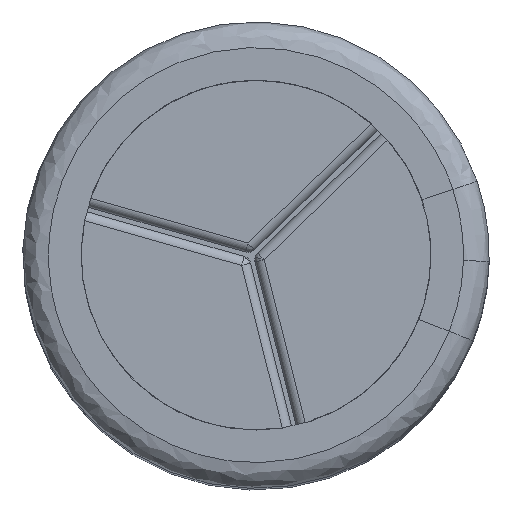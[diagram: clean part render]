
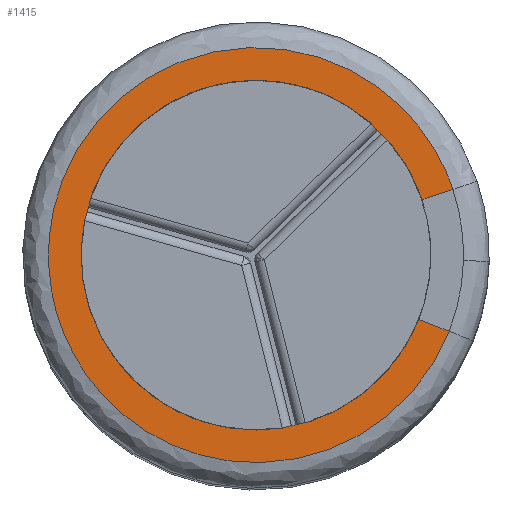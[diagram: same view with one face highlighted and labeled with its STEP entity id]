
A CAD part, top view. The second image highlights one B-rep face of the part: STEP entity #1415.
In plain terms, the highlighted planar face has unit normal (0, 0, 1).
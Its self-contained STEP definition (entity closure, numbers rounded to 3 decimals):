
#106 = PLANE('',#107);
#107 = AXIS2_PLACEMENT_3D('',#108,#109,#110);
#108 = CARTESIAN_POINT('',(2.051,0.746,2.053));
#109 = DIRECTION('',(0.342,-0.94,0.));
#110 = DIRECTION('',(0.94,0.342,0.));
#423 = ( BOUNDED_SURFACE() B_SPLINE_SURFACE(3,3,(
    (#424,#425,#426,#427,#428,#429,#430)
    ,(#431,#432,#433,#434,#435,#436,#437)
    ,(#438,#439,#440,#441,#442,#443,#444)
    ,(#445,#446,#447,#448,#449,#450,#451
)),.UNSPECIFIED.,.F.,.F.,.F.) B_SPLINE_SURFACE_WITH_KNOTS((4,4),(4,3,4),
  (0.,1.),(0.,0.5,1.),.PIECEWISE_BEZIER_KNOTS.) 
GEOMETRIC_REPRESENTATION_ITEM() RATIONAL_B_SPLINE_SURFACE((
    (1.,0.449,0.449,1.,0.449,0.449
      ,1.)
    ,(0.805,0.361,0.361,0.805
      ,0.361,0.361,0.805)
    ,(0.805,0.361,0.361,0.805
      ,0.361,0.361,0.805)
    ,(1.,0.449,0.449,1.,0.449,0.449
,1.))) REPRESENTATION_ITEM('') SURFACE() );
#424 = CARTESIAN_POINT('',(2.091,0.761,7.521));
#425 = CARTESIAN_POINT('',(0.978,3.818,7.521)
  );
#426 = CARTESIAN_POINT('',(-2.225,3.253,7.521));
#427 = CARTESIAN_POINT('',(-2.225,0.,7.521));
#428 = CARTESIAN_POINT('',(-2.225,-3.253,7.521));
#429 = CARTESIAN_POINT('',(0.978,-3.818,7.521
    ));
#430 = CARTESIAN_POINT('',(2.091,-0.761,7.521)
  );
#431 = CARTESIAN_POINT('',(2.242,0.816,7.521)
  );
#432 = CARTESIAN_POINT('',(1.049,4.094,7.521)
  );
#433 = CARTESIAN_POINT('',(-2.386,3.488,7.521
    ));
#434 = CARTESIAN_POINT('',(-2.386,0.,
    7.521));
#435 = CARTESIAN_POINT('',(-2.386,-3.488,
    7.521));
#436 = CARTESIAN_POINT('',(1.049,-4.094,7.521
    ));
#437 = CARTESIAN_POINT('',(2.242,-0.816,7.521
    ));
#438 = CARTESIAN_POINT('',(2.349,0.855,7.407)
  );
#439 = CARTESIAN_POINT('',(1.099,4.289,7.407)
  );
#440 = CARTESIAN_POINT('',(-2.5,3.655,7.407));
#441 = CARTESIAN_POINT('',(-2.5,0.,7.407));
#442 = CARTESIAN_POINT('',(-2.5,-3.655,7.407));
#443 = CARTESIAN_POINT('',(1.099,-4.289,7.407
    ));
#444 = CARTESIAN_POINT('',(2.349,-0.855,7.407
    ));
#445 = CARTESIAN_POINT('',(2.349,0.855,7.246)
  );
#446 = CARTESIAN_POINT('',(1.099,4.289,7.246)
  );
#447 = CARTESIAN_POINT('',(-2.5,3.655,7.246));
#448 = CARTESIAN_POINT('',(-2.5,0.,7.246));
#449 = CARTESIAN_POINT('',(-2.5,-3.655,7.246));
#450 = CARTESIAN_POINT('',(1.099,-4.289,7.246
    ));
#451 = CARTESIAN_POINT('',(2.349,-0.855,7.246
    ));
#564 = PLANE('',#565);
#565 = AXIS2_PLACEMENT_3D('',#566,#567,#568);
#566 = CARTESIAN_POINT('',(2.051,-0.746,2.053)
  );
#567 = DIRECTION('',(-0.342,-0.94,0.));
#568 = DIRECTION('',(0.94,-0.342,0.));
#782 = VERTEX_POINT('',#783);
#783 = CARTESIAN_POINT('',(2.091,0.761,7.521));
#832 = EDGE_CURVE('',#833,#782,#835,.T.);
#833 = VERTEX_POINT('',#834);
#834 = CARTESIAN_POINT('',(1.762,0.641,7.521)
  );
#835 = SURFACE_CURVE('',#836,(#840,#847),.PCURVE_S1.);
#836 = LINE('',#837,#838);
#837 = CARTESIAN_POINT('',(1.762,0.641,7.521)
  );
#838 = VECTOR('',#839,1.);
#839 = DIRECTION('',(0.94,0.342,0.));
#840 = PCURVE('',#106,#841);
#841 = DEFINITIONAL_REPRESENTATION('',(#842),#846);
#842 = LINE('',#843,#844);
#843 = CARTESIAN_POINT('',(-0.307,5.468));
#844 = VECTOR('',#845,1.);
#845 = DIRECTION('',(1.,0.));
#846 = ( GEOMETRIC_REPRESENTATION_CONTEXT(2) 
PARAMETRIC_REPRESENTATION_CONTEXT() REPRESENTATION_CONTEXT('2D SPACE',''
  ) );
#847 = PCURVE('',#848,#853);
#848 = PLANE('',#849);
#849 = AXIS2_PLACEMENT_3D('',#850,#851,#852);
#850 = CARTESIAN_POINT('',(1.762,0.641,7.521)
  );
#851 = DIRECTION('',(0.,0.,1.));
#852 = DIRECTION('',(1.,0.,0.));
#853 = DEFINITIONAL_REPRESENTATION('',(#854),#858);
#854 = LINE('',#855,#856);
#855 = CARTESIAN_POINT('',(0.,0.));
#856 = VECTOR('',#857,1.);
#857 = DIRECTION('',(0.94,0.342));
#858 = ( GEOMETRIC_REPRESENTATION_CONTEXT(2) 
PARAMETRIC_REPRESENTATION_CONTEXT() REPRESENTATION_CONTEXT('2D SPACE',''
  ) );
#876 = CYLINDRICAL_SURFACE('',#877,1.875);
#877 = AXIS2_PLACEMENT_3D('',#878,#879,#880);
#878 = CARTESIAN_POINT('',(0.,0.,2.021));
#879 = DIRECTION('',(0.,0.,1.));
#880 = DIRECTION('',(1.,0.,0.));
#920 = VERTEX_POINT('',#921);
#921 = CARTESIAN_POINT('',(2.091,-0.761,7.521)
  );
#970 = EDGE_CURVE('',#920,#782,#971,.T.);
#971 = SURFACE_CURVE('',#972,(#980,#987),.PCURVE_S1.);
#972 = ( BOUNDED_CURVE() B_SPLINE_CURVE(3,(#973,#974,#975,#976,#977,#978
,#979),.UNSPECIFIED.,.F.,.F.) B_SPLINE_CURVE_WITH_KNOTS((4,3,4),(0.
,0.5,1.),.PIECEWISE_BEZIER_KNOTS.) CURVE() GEOMETRIC_REPRESENTATION_ITEM
() RATIONAL_B_SPLINE_CURVE((1.,0.449,0.449,1.,
0.449,0.449,1.)) REPRESENTATION_ITEM('') );
#973 = CARTESIAN_POINT('',(2.091,-0.761,7.521)
  );
#974 = CARTESIAN_POINT('',(0.978,-3.818,7.521
    ));
#975 = CARTESIAN_POINT('',(-2.225,-3.253,7.521));
#976 = CARTESIAN_POINT('',(-2.225,0.,7.521));
#977 = CARTESIAN_POINT('',(-2.225,3.253,7.521));
#978 = CARTESIAN_POINT('',(0.978,3.818,7.521)
  );
#979 = CARTESIAN_POINT('',(2.091,0.761,7.521));
#980 = PCURVE('',#423,#981);
#981 = DEFINITIONAL_REPRESENTATION('',(#982),#986);
#982 = LINE('',#983,#984);
#983 = CARTESIAN_POINT('',(0.,1.));
#984 = VECTOR('',#985,1.);
#985 = DIRECTION('',(0.,-1.));
#986 = ( GEOMETRIC_REPRESENTATION_CONTEXT(2) 
PARAMETRIC_REPRESENTATION_CONTEXT() REPRESENTATION_CONTEXT('2D SPACE',''
  ) );
#987 = PCURVE('',#848,#988);
#988 = DEFINITIONAL_REPRESENTATION('',(#989),#997);
#989 = ( BOUNDED_CURVE() B_SPLINE_CURVE(3,(#990,#991,#992,#993,#994,#995
,#996),.UNSPECIFIED.,.F.,.F.) B_SPLINE_CURVE_WITH_KNOTS((4,3,4),(0.
,0.5,1.),.PIECEWISE_BEZIER_KNOTS.) CURVE() GEOMETRIC_REPRESENTATION_ITEM
() RATIONAL_B_SPLINE_CURVE((1.,0.449,0.449,1.,
0.449,0.449,1.)) REPRESENTATION_ITEM('') );
#990 = CARTESIAN_POINT('',(0.329,-1.402));
#991 = CARTESIAN_POINT('',(-0.784,-4.459));
#992 = CARTESIAN_POINT('',(-3.987,-3.894));
#993 = CARTESIAN_POINT('',(-3.987,-0.641));
#994 = CARTESIAN_POINT('',(-3.987,2.611));
#995 = CARTESIAN_POINT('',(-0.784,3.176));
#996 = CARTESIAN_POINT('',(0.329,0.12));
#997 = ( GEOMETRIC_REPRESENTATION_CONTEXT(2) 
PARAMETRIC_REPRESENTATION_CONTEXT() REPRESENTATION_CONTEXT('2D SPACE',''
  ) );
#1102 = VERTEX_POINT('',#1103);
#1103 = CARTESIAN_POINT('',(1.762,-0.641,
    7.521));
#1124 = EDGE_CURVE('',#920,#1102,#1125,.T.);
#1125 = SURFACE_CURVE('',#1126,(#1130,#1137),.PCURVE_S1.);
#1126 = LINE('',#1127,#1128);
#1127 = CARTESIAN_POINT('',(2.051,-0.746,7.521
    ));
#1128 = VECTOR('',#1129,1.);
#1129 = DIRECTION('',(-0.94,0.342,0.));
#1130 = PCURVE('',#564,#1131);
#1131 = DEFINITIONAL_REPRESENTATION('',(#1132),#1136);
#1132 = LINE('',#1133,#1134);
#1133 = CARTESIAN_POINT('',(0.,5.468));
#1134 = VECTOR('',#1135,1.);
#1135 = DIRECTION('',(-1.,0.));
#1136 = ( GEOMETRIC_REPRESENTATION_CONTEXT(2) 
PARAMETRIC_REPRESENTATION_CONTEXT() REPRESENTATION_CONTEXT('2D SPACE',''
  ) );
#1137 = PCURVE('',#848,#1138);
#1138 = DEFINITIONAL_REPRESENTATION('',(#1139),#1143);
#1139 = LINE('',#1140,#1141);
#1140 = CARTESIAN_POINT('',(0.289,-1.388));
#1141 = VECTOR('',#1142,1.);
#1142 = DIRECTION('',(-0.94,0.342));
#1143 = ( GEOMETRIC_REPRESENTATION_CONTEXT(2) 
PARAMETRIC_REPRESENTATION_CONTEXT() REPRESENTATION_CONTEXT('2D SPACE',''
  ) );
#1390 = EDGE_CURVE('',#1102,#833,#1391,.T.);
#1391 = SURFACE_CURVE('',#1392,(#1397,#1404),.PCURVE_S1.);
#1392 = CIRCLE('',#1393,1.875);
#1393 = AXIS2_PLACEMENT_3D('',#1394,#1395,#1396);
#1394 = CARTESIAN_POINT('',(0.,0.,7.521));
#1395 = DIRECTION('',(0.,0.,-1.));
#1396 = DIRECTION('',(1.,0.,0.));
#1397 = PCURVE('',#876,#1398);
#1398 = DEFINITIONAL_REPRESENTATION('',(#1399),#1403);
#1399 = LINE('',#1400,#1401);
#1400 = CARTESIAN_POINT('',(6.283,5.5));
#1401 = VECTOR('',#1402,1.);
#1402 = DIRECTION('',(-1.,0.));
#1403 = ( GEOMETRIC_REPRESENTATION_CONTEXT(2) 
PARAMETRIC_REPRESENTATION_CONTEXT() REPRESENTATION_CONTEXT('2D SPACE',''
  ) );
#1404 = PCURVE('',#848,#1405);
#1405 = DEFINITIONAL_REPRESENTATION('',(#1406),#1414);
#1406 = ( BOUNDED_CURVE() B_SPLINE_CURVE(2,(#1407,#1408,#1409,#1410,
#1411,#1412,#1413),.UNSPECIFIED.,.T.,.F.) B_SPLINE_CURVE_WITH_KNOTS((1,2
    ,2,2,2,1),(-2.094,0.,2.094,4.189,
6.283,8.378),.UNSPECIFIED.) CURVE() 
GEOMETRIC_REPRESENTATION_ITEM() RATIONAL_B_SPLINE_CURVE((1.,0.5,1.,0.5,
1.,0.5,1.)) REPRESENTATION_ITEM('') );
#1407 = CARTESIAN_POINT('',(0.113,-0.641));
#1408 = CARTESIAN_POINT('',(0.113,-3.889));
#1409 = CARTESIAN_POINT('',(-2.699,-2.265));
#1410 = CARTESIAN_POINT('',(-5.512,-0.641));
#1411 = CARTESIAN_POINT('',(-2.699,0.983));
#1412 = CARTESIAN_POINT('',(0.113,2.606));
#1413 = CARTESIAN_POINT('',(0.113,-0.641));
#1414 = ( GEOMETRIC_REPRESENTATION_CONTEXT(2) 
PARAMETRIC_REPRESENTATION_CONTEXT() REPRESENTATION_CONTEXT('2D SPACE',''
  ) );
#1415 = ADVANCED_FACE('',(#1416),#848,.T.);
#1416 = FACE_BOUND('',#1417,.T.);
#1417 = EDGE_LOOP('',(#1418,#1419,#1420,#1421));
#1418 = ORIENTED_EDGE('',*,*,#1390,.T.);
#1419 = ORIENTED_EDGE('',*,*,#832,.T.);
#1420 = ORIENTED_EDGE('',*,*,#970,.F.);
#1421 = ORIENTED_EDGE('',*,*,#1124,.T.);
